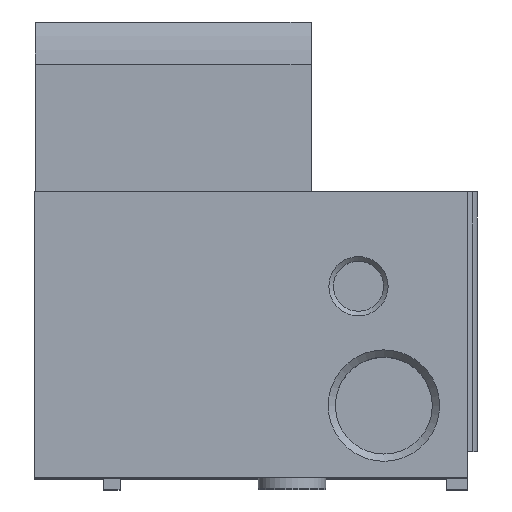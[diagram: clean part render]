
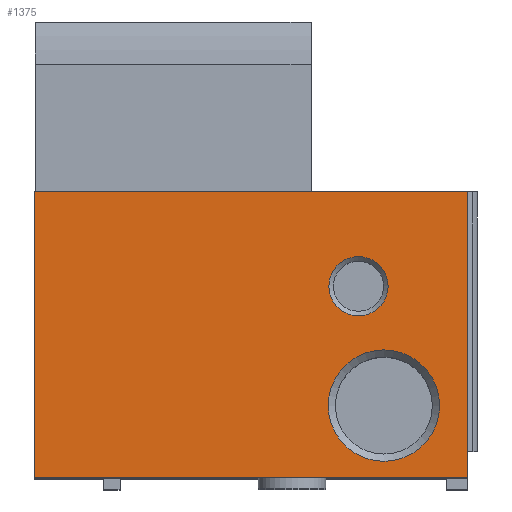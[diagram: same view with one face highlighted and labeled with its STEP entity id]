
A CAD part, top view. The second image highlights one B-rep face of the part: STEP entity #1375.
In plain terms, the highlighted planar face has unit normal (0, 0, 1).
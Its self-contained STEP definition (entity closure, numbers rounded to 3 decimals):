
#77=CIRCLE('',#1504,3.5);
#78=CIRCLE('',#1505,6.579);
#201=ORIENTED_EDGE('',*,*,#546,.T.);
#202=ORIENTED_EDGE('',*,*,#547,.T.);
#203=ORIENTED_EDGE('',*,*,#545,.T.);
#204=ORIENTED_EDGE('',*,*,#514,.F.);
#205=ORIENTED_EDGE('',*,*,#548,.F.);
#206=ORIENTED_EDGE('',*,*,#502,.T.);
#502=EDGE_CURVE('',#681,#680,#813,.T.);
#514=EDGE_CURVE('',#691,#692,#825,.T.);
#545=EDGE_CURVE('',#680,#692,#847,.T.);
#546=EDGE_CURVE('',#713,#713,#77,.T.);
#547=EDGE_CURVE('',#714,#714,#78,.T.);
#548=EDGE_CURVE('',#681,#691,#848,.T.);
#680=VERTEX_POINT('',#2103);
#681=VERTEX_POINT('',#2105);
#691=VERTEX_POINT('',#2127);
#692=VERTEX_POINT('',#2129);
#713=VERTEX_POINT('',#2190);
#714=VERTEX_POINT('',#2192);
#813=LINE('',#2104,#927);
#825=LINE('',#2128,#939);
#847=LINE('',#2187,#961);
#848=LINE('',#2193,#962);
#927=VECTOR('',#1662,1000.);
#939=VECTOR('',#1676,1000.);
#961=VECTOR('',#1730,1000.);
#962=VECTOR('',#1737,1000.);
#1040=EDGE_LOOP('',(#201));
#1041=EDGE_LOOP('',(#202));
#1042=EDGE_LOOP('',(#203,#204,#205,#206));
#1182=FACE_BOUND('',#1040,.T.);
#1183=FACE_BOUND('',#1041,.T.);
#1184=FACE_BOUND('',#1042,.T.);
#1317=PLANE('',#1503);
#1375=ADVANCED_FACE('',(#1182,#1183,#1184),#1317,.F.);
#1503=AXIS2_PLACEMENT_3D('',#2188,#1731,#1732);
#1504=AXIS2_PLACEMENT_3D('',#2189,#1733,#1734);
#1505=AXIS2_PLACEMENT_3D('',#2191,#1735,#1736);
#1662=DIRECTION('',(0.,-1.,0.));
#1676=DIRECTION('',(0.,-1.,0.));
#1730=DIRECTION('',(1.,0.,0.));
#1731=DIRECTION('',(0.,0.,-1.));
#1732=DIRECTION('',(-1.,0.,0.));
#1733=DIRECTION('',(0.,0.,-1.));
#1734=DIRECTION('',(-1.,0.,0.));
#1735=DIRECTION('',(0.,0.,-1.));
#1736=DIRECTION('',(-1.,0.,0.));
#1737=DIRECTION('',(1.,0.,0.));
#2103=CARTESIAN_POINT('',(-12.75,1.3,53.65));
#2104=CARTESIAN_POINT('',(-12.75,35.1,53.65));
#2105=CARTESIAN_POINT('',(-12.75,35.1,53.65));
#2127=CARTESIAN_POINT('',(38.4,35.1,53.65));
#2128=CARTESIAN_POINT('',(38.4,35.1,53.65));
#2129=CARTESIAN_POINT('',(38.4,1.3,53.65));
#2187=CARTESIAN_POINT('',(-12.75,1.3,53.65));
#2188=CARTESIAN_POINT('',(-12.75,35.1,53.65));
#2189=CARTESIAN_POINT('',(25.5,23.9,53.65));
#2190=CARTESIAN_POINT('',(22.,23.9,53.65));
#2191=CARTESIAN_POINT('',(28.5,9.8,53.65));
#2192=CARTESIAN_POINT('',(21.922,9.8,53.65));
#2193=CARTESIAN_POINT('',(-12.75,35.1,53.65));
